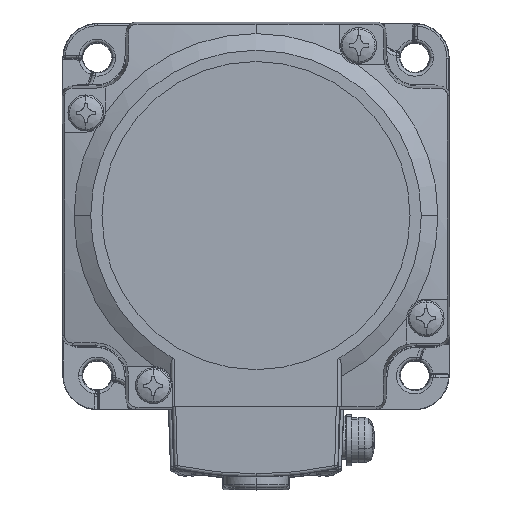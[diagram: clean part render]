
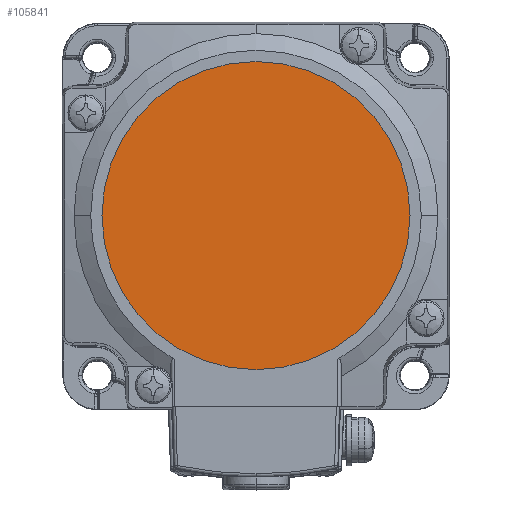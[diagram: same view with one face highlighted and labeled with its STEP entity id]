
A CAD part, top view. The second image highlights one B-rep face of the part: STEP entity #105841.
In plain terms, the highlighted planar face has unit normal (0, 0, 1).
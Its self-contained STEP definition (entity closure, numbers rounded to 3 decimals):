
#7128 = CIRCLE ( 'NONE', #73300, 24. ) ;
#8548 = PLANE ( 'NONE',  #82794 ) ;
#11468 = EDGE_CURVE ( 'NONE', #22188, #113218, #7128, .T. ) ;
#15575 = DIRECTION ( 'NONE',  ( 1., 0., 0. ) ) ;
#21399 = CIRCLE ( 'NONE', #116690, 24. ) ;
#22188 = VERTEX_POINT ( 'NONE', #125028 ) ;
#40393 = ORIENTED_EDGE ( 'NONE', *, *, #108879, .T. ) ;
#41250 = CARTESIAN_POINT ( 'NONE',  ( 0., 0., 13.05 ) ) ;
#41706 = DIRECTION ( 'NONE',  ( 1., 0., 0. ) ) ;
#58852 = CARTESIAN_POINT ( 'NONE',  ( 0., 0., 13.05 ) ) ;
#65922 = CARTESIAN_POINT ( 'NONE',  ( 24., 0., 13.05 ) ) ;
#67603 = FACE_OUTER_BOUND ( 'NONE', #114840, .T. ) ;
#73300 = AXIS2_PLACEMENT_3D ( 'NONE', #85984, #106021, #15575 ) ;
#82794 = AXIS2_PLACEMENT_3D ( 'NONE', #58852, #109077, #117835 ) ;
#85984 = CARTESIAN_POINT ( 'NONE',  ( 0., 0., 13.05 ) ) ;
#105841 = ADVANCED_FACE ( 'NONE', ( #67603 ), #8548, .T. ) ;
#106021 = DIRECTION ( 'NONE',  ( 0., 0., 1. ) ) ;
#107072 = ORIENTED_EDGE ( 'NONE', *, *, #11468, .T. ) ;
#108879 = EDGE_CURVE ( 'NONE', #113218, #22188, #21399, .T. ) ;
#109077 = DIRECTION ( 'NONE',  ( 0., 0., 1. ) ) ;
#111623 = DIRECTION ( 'NONE',  ( 0., 0., 1. ) ) ;
#113218 = VERTEX_POINT ( 'NONE', #65922 ) ;
#114840 = EDGE_LOOP ( 'NONE', ( #107072, #40393 ) ) ;
#116690 = AXIS2_PLACEMENT_3D ( 'NONE', #41250, #111623, #41706 ) ;
#117835 = DIRECTION ( 'NONE',  ( 1., 0., 0. ) ) ;
#125028 = CARTESIAN_POINT ( 'NONE',  ( -24., 0., 13.05 ) ) ;
